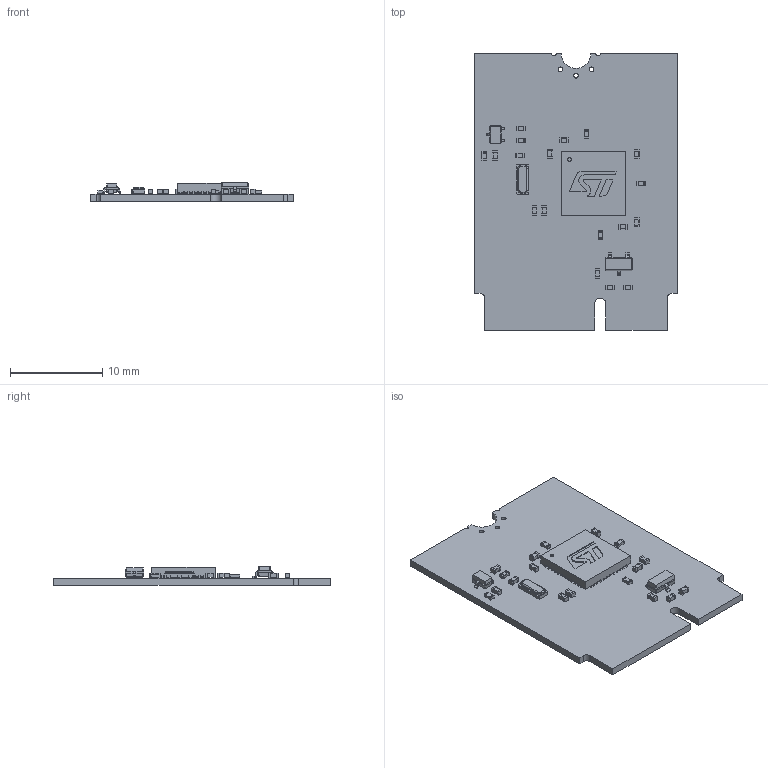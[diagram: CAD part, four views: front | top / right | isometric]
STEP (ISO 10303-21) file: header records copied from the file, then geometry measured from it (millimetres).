
FILE_DESCRIPTION(('KiCad electronic assembly'),'2;1');
FILE_NAME('STMF411.step','2022-03-23T22:43:21',('Pcbnew'),('Kicad'), 'Open CASCADE STEP processor 7.5','KiCad to STEP converter','Unknown' );
FILE_SCHEMA(('AUTOMOTIVE_DESIGN { 1 0 10303 214 1 1 1 1 }'));
Length unit declared in the file: millimetre
Products named in the file (14): STMF411 1; SOT-323_SC-70; SOLID; R_0402_1005Metric; C_0402_1005Metric; STM; CSTNE; COMPOUND; SOT-23; STMF411 PCB
Assembly tree (29 placements, depth 3):
  STMF411 1
    SOT-323_SC-70
      SOLID
    R_0402_1005Metric  x5
      SOLID
    C_0402_1005Metric  x13
      SOLID
    STM
      SOLID
    CSTNE
      COMPOUND
    SOT-23
      SOLID
    STMF411 PCB
Bounding box: 22 x 30 x 2.05 mm (x, y, z)
Volume: 577.3 mm3; surface area: 1612.1 mm2
Topology: 30 solids, 30 shells, 1071 faces, 2828 edges, 1848 vertices
Faces by surface type: bspline 1046, plane 16, cylinder 9
Full cylindrical faces by diameter (mm): 0.5 x3
Entity records: 39738 total; most frequent: CARTESIAN_POINT 15115, B_SPLINE_CURVE_WITH_KNOTS 4649, ORIENTED_EDGE 3384, PCURVE 3384, DEFINITIONAL_REPRESENTATION 3384, EDGE_CURVE 1692, SURFACE_CURVE 1689, VERTEX_POINT 1096
